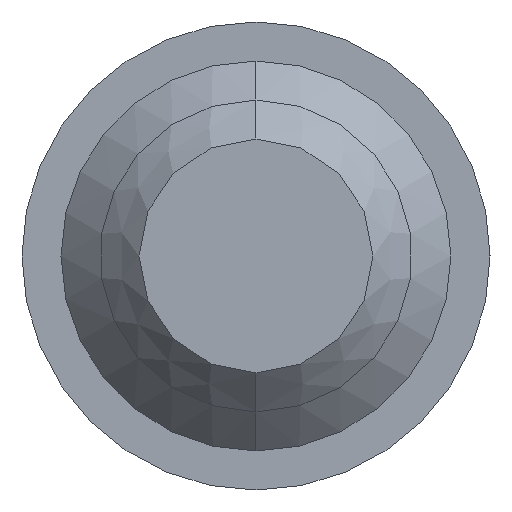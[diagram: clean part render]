
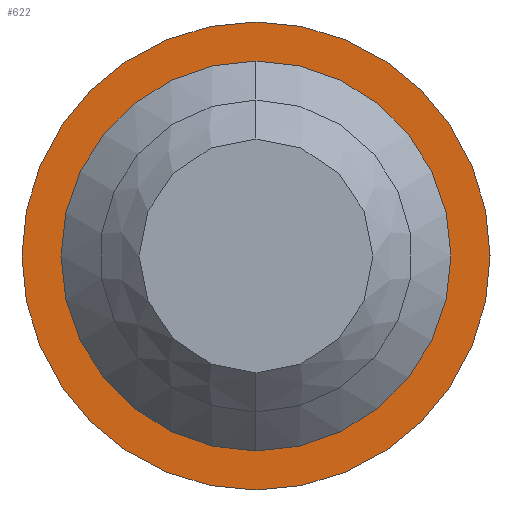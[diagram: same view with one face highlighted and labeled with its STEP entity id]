
A CAD part, left-side view. The second image highlights one B-rep face of the part: STEP entity #622.
In plain terms, the highlighted planar face has unit normal (-1, 0, 0).
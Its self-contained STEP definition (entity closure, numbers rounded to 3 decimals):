
#8 = DIRECTION ( 'NONE',  ( -1., 0., 0. ) ) ;
#18 = CARTESIAN_POINT ( 'NONE',  ( 57., 0., 0. ) ) ;
#23 = PLANE ( 'NONE',  #496 ) ;
#27 = CIRCLE ( 'NONE', #464, 5. ) ;
#42 = VERTEX_POINT ( 'NONE', #634 ) ;
#51 = DIRECTION ( 'NONE',  ( 0., 0., 1. ) ) ;
#54 = EDGE_LOOP ( 'NONE', ( #229, #455 ) ) ;
#61 = EDGE_CURVE ( 'NONE', #428, #295, #121, .T. ) ;
#68 = VERTEX_POINT ( 'NONE', #353 ) ;
#89 = CARTESIAN_POINT ( 'NONE',  ( 57., 0., 0. ) ) ;
#97 = DIRECTION ( 'NONE',  ( -1., 0., 0. ) ) ;
#99 = AXIS2_PLACEMENT_3D ( 'NONE', #583, #490, #51 ) ;
#121 = CIRCLE ( 'NONE', #257, 6. ) ;
#127 = EDGE_LOOP ( 'NONE', ( #169, #339 ) ) ;
#132 = CIRCLE ( 'NONE', #99, 6. ) ;
#145 = CARTESIAN_POINT ( 'NONE',  ( 57., 0., 6. ) ) ;
#158 = EDGE_CURVE ( 'NONE', #68, #42, #27, .T. ) ;
#169 = ORIENTED_EDGE ( 'NONE', *, *, #61, .T. ) ;
#192 = AXIS2_PLACEMENT_3D ( 'NONE', #89, #352, #447 ) ;
#229 = ORIENTED_EDGE ( 'NONE', *, *, #158, .F. ) ;
#257 = AXIS2_PLACEMENT_3D ( 'NONE', #294, #97, #298 ) ;
#294 = CARTESIAN_POINT ( 'NONE',  ( 57., 0., 0. ) ) ;
#295 = VERTEX_POINT ( 'NONE', #420 ) ;
#298 = DIRECTION ( 'NONE',  ( 0., 0., 1. ) ) ;
#339 = ORIENTED_EDGE ( 'NONE', *, *, #416, .T. ) ;
#352 = DIRECTION ( 'NONE',  ( -1., 0., 0. ) ) ;
#353 = CARTESIAN_POINT ( 'NONE',  ( 57., 0., 5. ) ) ;
#354 = FACE_BOUND ( 'NONE', #54, .T. ) ;
#371 = DIRECTION ( 'NONE',  ( -1., 0., 0. ) ) ;
#416 = EDGE_CURVE ( 'NONE', #295, #428, #132, .T. ) ;
#420 = CARTESIAN_POINT ( 'NONE',  ( 57., 0., -6. ) ) ;
#428 = VERTEX_POINT ( 'NONE', #145 ) ;
#447 = DIRECTION ( 'NONE',  ( 0., 0., 1. ) ) ;
#455 = ORIENTED_EDGE ( 'NONE', *, *, #523, .F. ) ;
#464 = AXIS2_PLACEMENT_3D ( 'NONE', #18, #8, #600 ) ;
#473 = CARTESIAN_POINT ( 'NONE',  ( 57., -5., 0. ) ) ;
#490 = DIRECTION ( 'NONE',  ( -1., 0., 0. ) ) ;
#496 = AXIS2_PLACEMENT_3D ( 'NONE', #473, #371, #613 ) ;
#523 = EDGE_CURVE ( 'NONE', #42, #68, #616, .T. ) ;
#583 = CARTESIAN_POINT ( 'NONE',  ( 57., 0., 0. ) ) ;
#599 = FACE_OUTER_BOUND ( 'NONE', #127, .T. ) ;
#600 = DIRECTION ( 'NONE',  ( 0., 0., 1. ) ) ;
#613 = DIRECTION ( 'NONE',  ( 0., 0., 1. ) ) ;
#616 = CIRCLE ( 'NONE', #192, 5. ) ;
#622 = ADVANCED_FACE ( 'NONE', ( #599, #354 ), #23, .T. ) ;
#634 = CARTESIAN_POINT ( 'NONE',  ( 57., 0., -5. ) ) ;
